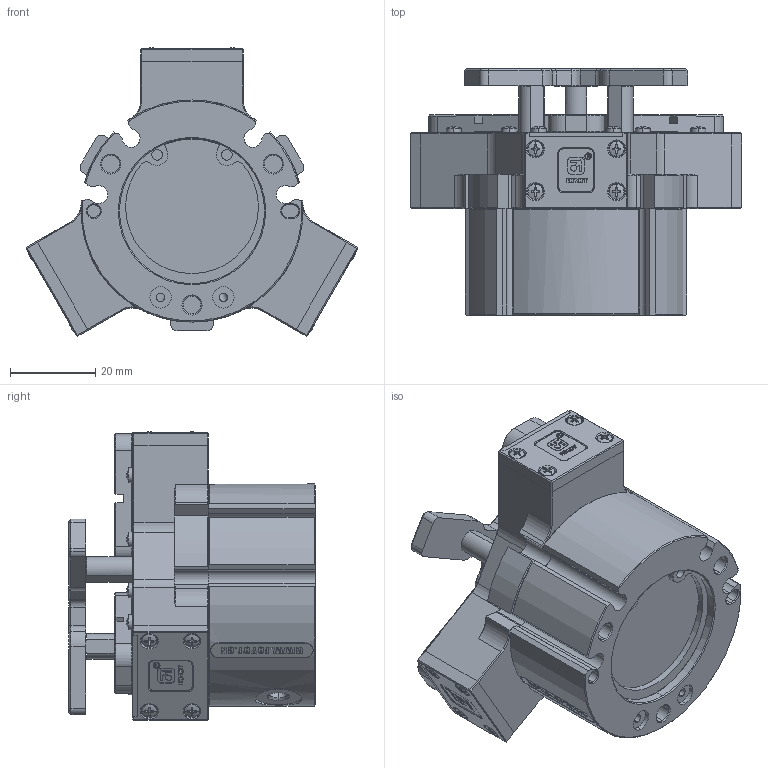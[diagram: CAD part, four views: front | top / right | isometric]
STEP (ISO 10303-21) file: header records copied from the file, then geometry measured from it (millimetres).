
FILE_DESCRIPTION (( 'STEP AP203' ), '1' );
FILE_NAME ('FY-HDQ3-32-SAD杅耀.STEP', '2024-08-25T07:45:40', ( 'User' ), ( 'Microsoft' ), 'SwSTEP 2.0', 'SolidWorks 2015', '' );
FILE_SCHEMA (( 'CONFIG_CONTROL_DESIGN' ));
Length unit declared in the file: millimetre
Products named in the file (3): FY-HDQ3-32-SAD翋极; FY-HDQ3-32-SAD滅鳥輸-萵掛; FY-HDQ3-32-SAD杅耀
Assembly tree (4 placements, depth 2):
  FY-HDQ3-32-SAD杅耀
    FY-HDQ3-32-SAD翋极
    FY-HDQ3-32-SAD滅鳥輸-萵掛  x3
Bounding box: 77.57 x 57.7 x 67.45 mm (x, y, z)
Volume: 4529.6 mm3; surface area: 31774.6 mm2
Topology: 3 solids, 80 shells, 1447 faces, 5219 edges, 3735 vertices
Faces by surface type: plane 765, cylinder 385, cone 196, bspline 51, sphere 50
Entity records: 61779 total; most frequent: CARTESIAN_POINT 20447, DIRECTION 8351, ORIENTED_EDGE 7840, EDGE_CURVE 4984, VERTEX_POINT 3596, VECTOR 2795, LINE 2795, AXIS2_PLACEMENT_3D 2778
